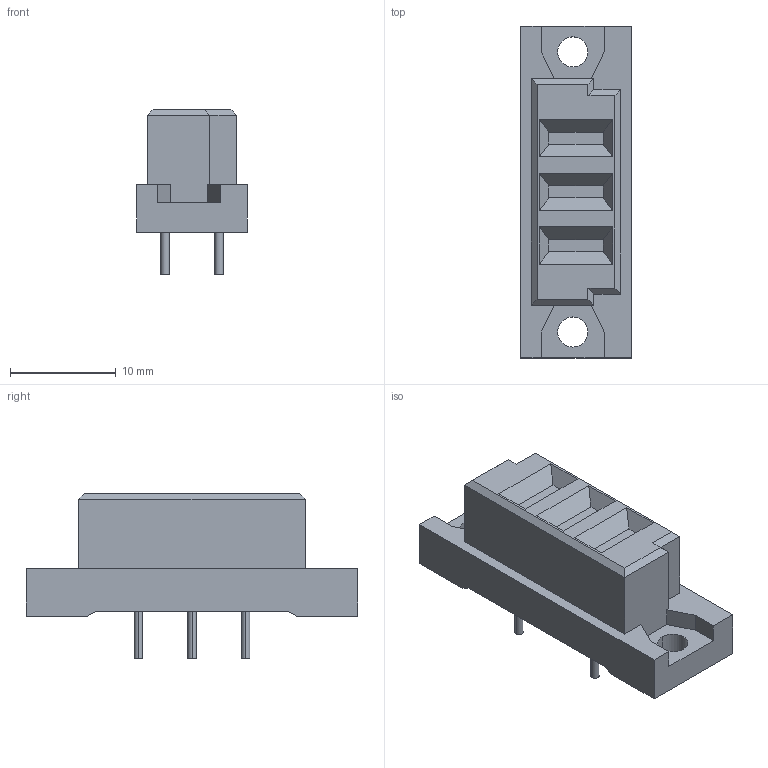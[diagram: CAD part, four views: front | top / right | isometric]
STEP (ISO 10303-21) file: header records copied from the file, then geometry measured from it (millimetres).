
FILE_DESCRIPTION((''),'2;1');
FILE_NAME('HARTING_09 06 203 2811.stp','2013-03-18T17:49:00',(''),(''),'Mechanical Desktop 2011','Mechanical Desktop 2011',', , ');
FILE_SCHEMA(('AUTOMOTIVE_DESIGN { 1 2 10303 214 1 1 1 1 }'));
Length unit declared in the file: millimetre
Products named in the file (1): Product
Bounding box: 10.5 x 31.4 x 15.6 mm (x, y, z)
Volume: 2452.4 mm3; surface area: 1549.9 mm2
Topology: 4 solids, 4 shells, 69 faces, 166 edges, 108 vertices
Faces by surface type: plane 59, cylinder 10
Entity records: 2033 total; most frequent: CARTESIAN_POINT 344, ORIENTED_EDGE 332, DIRECTION 326, EDGE_CURVE 166, VECTOR 146, LINE 146, VERTEX_POINT 108, AXIS2_PLACEMENT_3D 90
